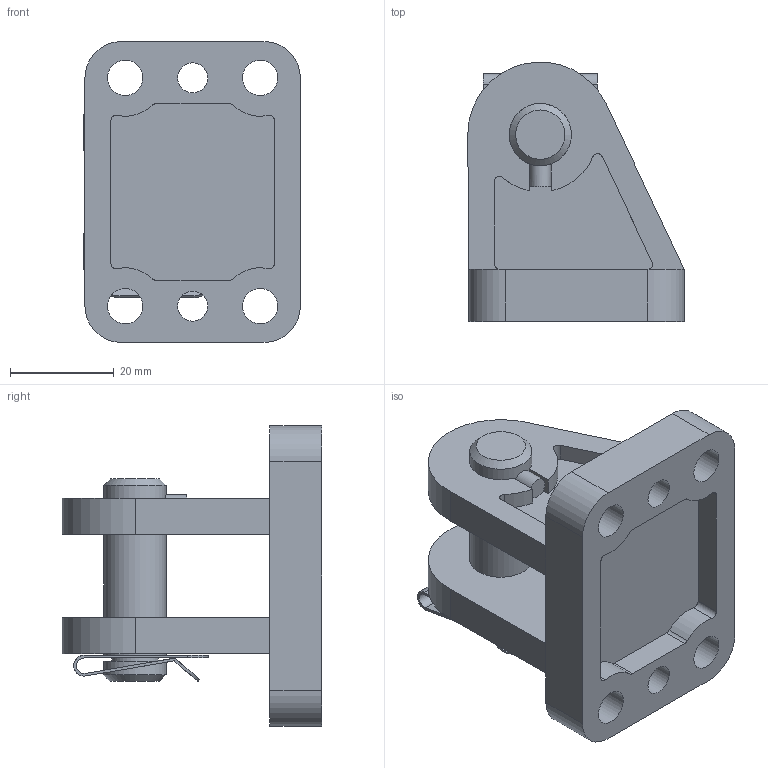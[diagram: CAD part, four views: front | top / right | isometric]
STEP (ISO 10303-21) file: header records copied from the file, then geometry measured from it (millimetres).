
FILE_DESCRIPTION(/* description */ ('STEP AP214'),/* implementation_level */ '2;1');
FILE_NAME(/* name */ '31762_LBG-40',/* time_stamp */ '2024-08-21T12:08:15+02:00',/* author */ ('License CC BY-ND 4.0'),/* organization */ ('CADENAS'),/* preprocessor_version */ 'ST-DEVELOPER v19.3',/* originating_system */ 'PARTsolutions',/* authorisation */ ' ');
FILE_SCHEMA (('AUTOMOTIVE_DESIGN {1 0 10303 214 3 1 1}'));
Length unit declared in the file: millimetre
Products named in the file (4): 31762 LBG-40; 31762 LBG-40---(L); 373495 BO- 12-029,0-DA; 209821 12 SXN 08 VERZINKT:SL
Assembly tree (3 placements, depth 2):
  31762 LBG-40
    31762 LBG-40---(L)
    373495 BO- 12-029,0-DA
    209821 12 SXN 08 VERZINKT:SL
Bounding box: 41.75 x 49.98 x 58 mm (x, y, z)
Volume: 33722.3 mm3; surface area: 17930.6 mm2
Topology: 3 solids, 3 shells, 112 faces, 309 edges, 203 vertices
Faces by surface type: cylinder 59, plane 51, cone 2
Full cylindrical faces by diameter (mm): 4 x1, 5.8 x2, 6.8 x4, 9 x1, 12 x4
Entity records: 3651 total; most frequent: DIRECTION 644, CARTESIAN_POINT 618, ORIENTED_EDGE 584, EDGE_CURVE 292, AXIS2_PLACEMENT_3D 237, VERTEX_POINT 200, LINE 170, VECTOR 170
